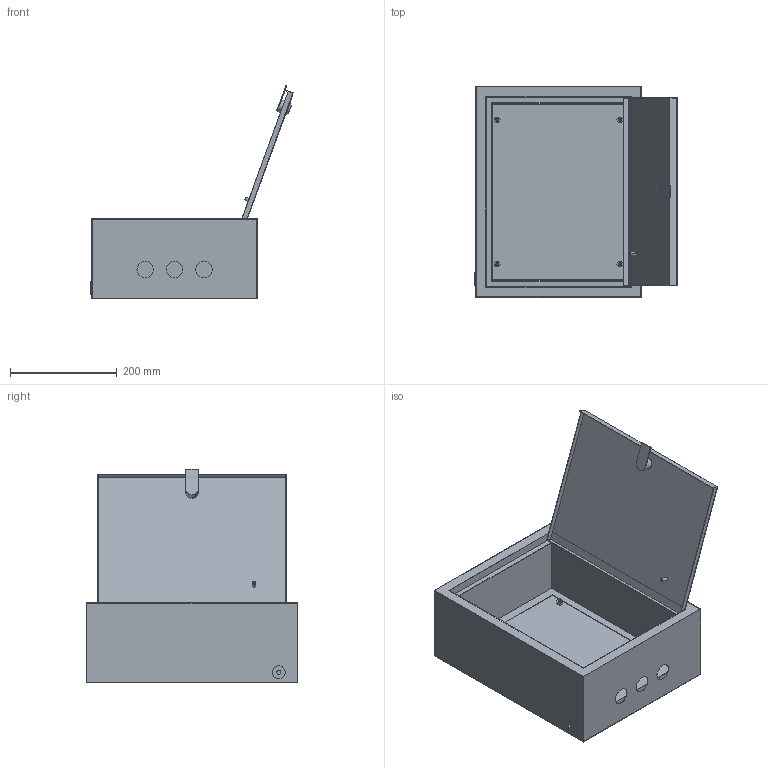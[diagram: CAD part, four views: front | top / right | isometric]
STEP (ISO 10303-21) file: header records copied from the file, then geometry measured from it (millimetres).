
FILE_DESCRIPTION (( 'STEP AP214' ), '1' );
FILE_NAME ('SHMP-1-1 IP31.STEP', '2017-03-03T09:04:33', ( '' ), ( '' ), 'SwSTEP 2.0', 'SolidWorks 2014', '' );
FILE_SCHEMA (( 'AUTOMOTIVE_DESIGN' ));
Length unit declared in the file: millimetre
Products named in the file (5): SHMP-1-1 IP31; Dver_1; Obolochka_SHMP_1; Mont.Panel_1; Gaika_6
Assembly tree (7 placements, depth 2):
  SHMP-1-1 IP31
    Obolochka_SHMP_1
    Mont.Panel_1
    Dver_1
    Gaika_6  x4
Bounding box: 379.16 x 395 x 400.05 mm (x, y, z)
Volume: 607945.9 mm3; surface area: 1195081.2 mm2
Topology: 8 solids, 8 shells, 177 faces, 424 edges, 278 vertices
Faces by surface type: plane 113, cylinder 50, cone 14
Entity records: 4545 total; most frequent: DIRECTION 770, CARTESIAN_POINT 739, ORIENTED_EDGE 704, EDGE_CURVE 352, AXIS2_PLACEMENT_3D 261, VECTOR 248, LINE 248, VERTEX_POINT 230
